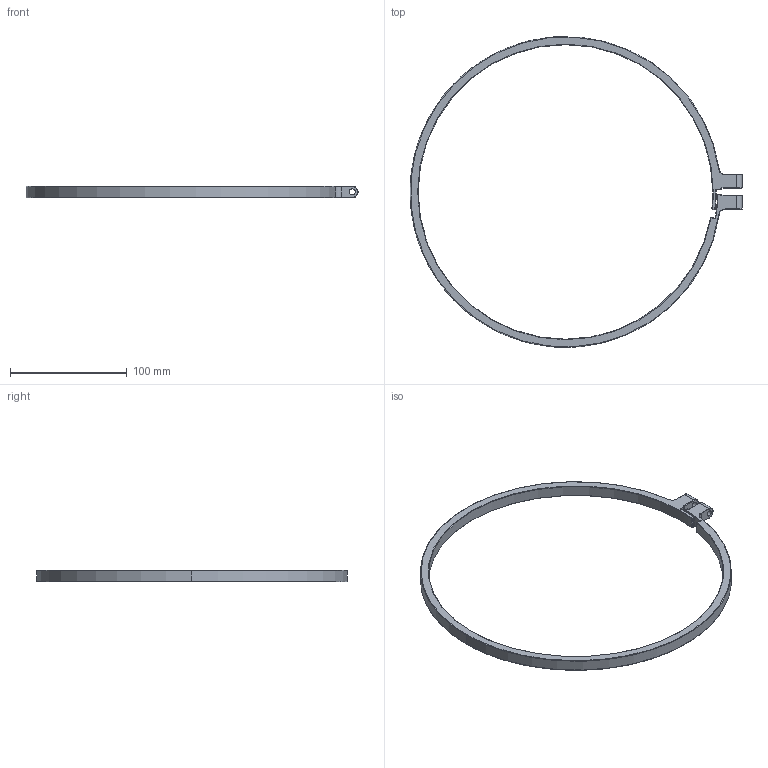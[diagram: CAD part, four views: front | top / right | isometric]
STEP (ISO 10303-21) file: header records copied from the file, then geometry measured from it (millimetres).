
FILE_DESCRIPTION (( 'STEP AP214' ), '1' );
FILE_NAME ('4677F.STEP', '2020-04-09T13:32:09', ( '.' ), ( '.' ), 'SwSTEP 2.0', 'SolidWorks 2001039', '' );
FILE_SCHEMA (( 'AUTOMOTIVE_DESIGN' ));
Length unit declared in the file: millimetre
Products named in the file (1): 2
Bounding box: 284 x 265.41 x 10 mm (x, y, z)
Volume: 60002.6 mm3; surface area: 29105.6 mm2
Topology: 1 solids, 1 shells, 97 faces, 231 edges, 130 vertices
Faces by surface type: cylinder 45, torus 34, plane 12, sphere 6
Entity records: 2858 total; most frequent: DIRECTION 559, CARTESIAN_POINT 477, ORIENTED_EDGE 446, AXIS2_PLACEMENT_3D 242, EDGE_CURVE 223, CIRCLE 144, VERTEX_POINT 128, EDGE_LOOP 101
